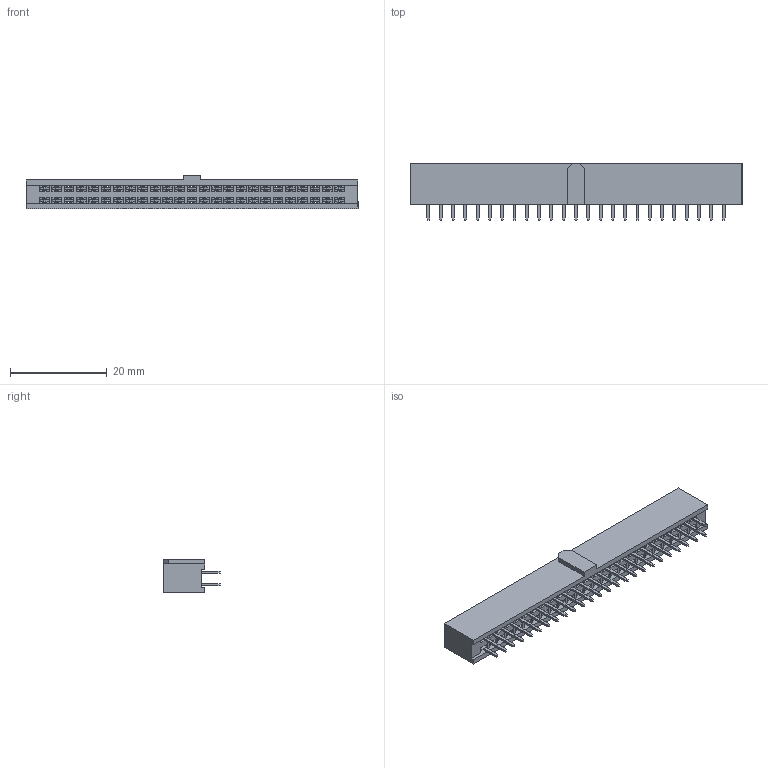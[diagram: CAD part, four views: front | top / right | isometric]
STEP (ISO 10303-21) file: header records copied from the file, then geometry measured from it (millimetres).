
FILE_DESCRIPTION (( 'STEP AP214' ), '1' );
FILE_NAME ('SFH11-PBPC-D25-ST-BK.STEP', '2023-04-26T08:22:39', ( '' ), ( '' ), 'SwSTEP 2.0', 'SolidWorks 2021', '' );
FILE_SCHEMA (( 'AUTOMOTIVE_DESIGN' ));
Length unit declared in the file: inch
Products named in the file (3): pin^SFH11-xC-Dx-ST-BK Ass; SFH11-xC-Dx-ST-BK body_25; SFH11-PBPC-D25-ST-BK
Assembly tree (51 placements, depth 2):
  SFH11-PBPC-D25-ST-BK
    SFH11-xC-Dx-ST-BK body_25
    pin^SFH11-xC-Dx-ST-BK Ass  x50
Bounding box: 68.58 x 11.71 x 7.01 mm (x, y, z)
Volume: 2600.3 mm3; surface area: 6158.5 mm2
Topology: 51 solids, 51 shells, 1566 faces, 4392 edges, 2928 vertices
Faces by surface type: plane 1266, cylinder 300
Entity records: 15127 total; most frequent: CARTESIAN_POINT 2668, ORIENTED_EDGE 2610, DIRECTION 2303, EDGE_CURVE 1305, LINE 1293, VECTOR 1293, VERTEX_POINT 870, EDGE_LOOP 539
